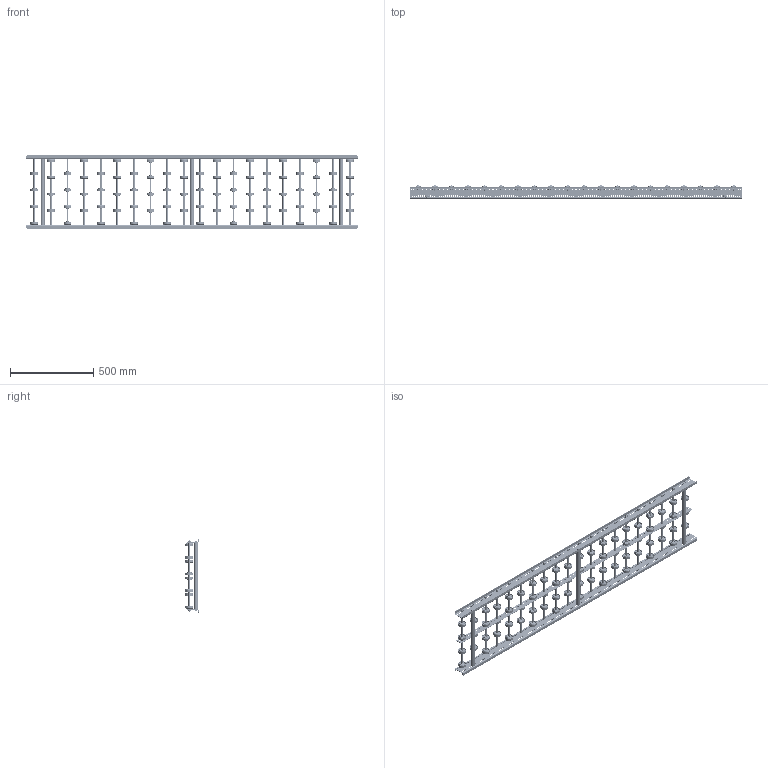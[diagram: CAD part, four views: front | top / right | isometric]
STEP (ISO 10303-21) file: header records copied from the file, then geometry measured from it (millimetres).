
FILE_DESCRIPTION (( 'STEP AP214' ), '1' );
FILE_NAME ('0052322.step', '2021-10-26T13:17:04', ( '' ), ( '' ), 'SwSTEP 2.0', 'SolidWorks 2020', '' );
FILE_SCHEMA (( 'AUTOMOTIVE_DESIGN' ));
Length unit declared in the file: millimetre
Products named in the file (10): S106837_Gewindestange-M8-KFG_L420; Hutmutter_DIN_1587_M8; 0011532_2300-48-8; S100994_Sperrzahnschraube_M08x16-8.8-A2K; 0046278_KB-ROHR-12X1,75mm_KFG_L75,5; Röllchenachse-für-Konfiguration_EL400; Profil_LRB-20x70x20x2_KFG_S100202_U-PROFIL-20-70-20-2-LRB-L=2000; 0052322; Traversen_KFG_L400; S100100_Längstraverse-42x2,5_S100103_L„ngstraverse-RB-L2000
Assembly tree (81 placements, depth 3):
  0052322
    Profil_LRB-20x70x20x2_KFG_S100202_U-PROFIL-20-70-20-2-LRB-L=2000  x2
    S100994_Sperrzahnschraube_M08x16-8.8-A2K  x6
    Traversen_KFG_L400  x3
    Röllchenachse-für-Konfiguration_EL400  x20
      S106837_Gewindestange-M8-KFG_L420
      0011532_2300-48-8
      0046278_KB-ROHR-12X1,75mm_KFG_L75,5
    S100100_Längstraverse-42x2,5_S100103_L„ngstraverse-RB-L2000
    Hutmutter_DIN_1587_M8  x40
Bounding box: 2000 x 79 x 440 mm (x, y, z)
Volume: 3398587.6 mm3; surface area: 2607533.8 mm2
Topology: 238 solids, 238 shells, 9114 faces, 19998 edges, 12024 vertices
Faces by surface type: cylinder 3470, torus 2584, plane 1568, cone 1452, bspline 40
Entity records: 36596 total; most frequent: DIRECTION 6749, CARTESIAN_POINT 6187, ORIENTED_EDGE 5652, AXIS2_PLACEMENT_3D 2912, EDGE_CURVE 2826, VERTEX_POINT 1854, EDGE_LOOP 1824, CIRCLE 1821
